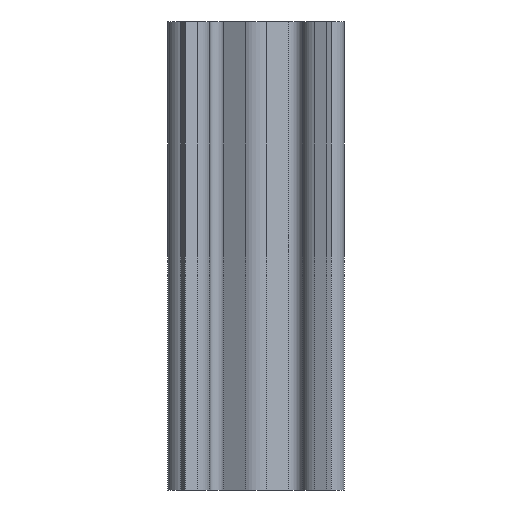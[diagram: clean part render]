
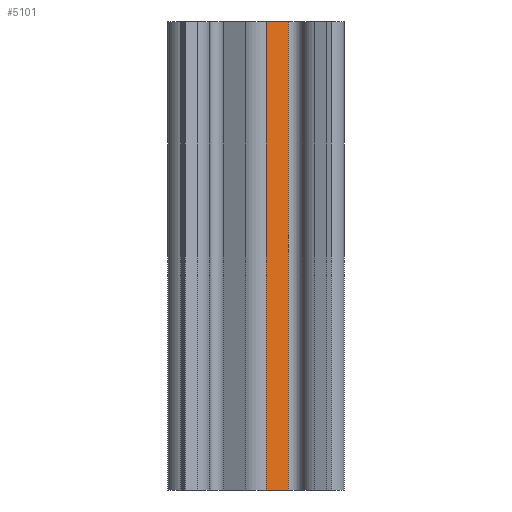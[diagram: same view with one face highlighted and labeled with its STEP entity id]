
A CAD part, front view. The second image highlights one B-rep face of the part: STEP entity #5101.
In plain terms, the highlighted planar face has unit normal (0.5, -0.866, 0).
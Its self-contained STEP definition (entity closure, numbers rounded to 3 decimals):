
#465=FACE_OUTER_BOUND('',#731,.T.);
#731=EDGE_LOOP('',(#3561,#3562,#3563,#3564));
#1057=LINE('',#7802,#1589);
#1058=LINE('',#7805,#1590);
#1059=LINE('',#7807,#1591);
#1060=LINE('',#7808,#1592);
#1589=VECTOR('',#6215,10.);
#1590=VECTOR('',#6218,10.);
#1591=VECTOR('',#6219,10.);
#1592=VECTOR('',#6220,10.);
#2121=VERTEX_POINT('',#7798);
#2122=VERTEX_POINT('',#7800);
#2123=VERTEX_POINT('',#7804);
#2124=VERTEX_POINT('',#7806);
#2709=EDGE_CURVE('',#2121,#2122,#1057,.T.);
#2710=EDGE_CURVE('',#2123,#2121,#1058,.T.);
#2711=EDGE_CURVE('',#2124,#2122,#1059,.T.);
#2712=EDGE_CURVE('',#2123,#2124,#1060,.T.);
#3561=ORIENTED_EDGE('',*,*,#2710,.T.);
#3562=ORIENTED_EDGE('',*,*,#2709,.T.);
#3563=ORIENTED_EDGE('',*,*,#2711,.F.);
#3564=ORIENTED_EDGE('',*,*,#2712,.F.);
#4935=PLANE('',#5447);
#5101=ADVANCED_FACE('',(#465),#4935,.T.);
#5447=AXIS2_PLACEMENT_3D('',#7803,#6216,#6217);
#6215=DIRECTION('',(0.,0.,1.));
#6216=DIRECTION('center_axis',(0.5,-0.866,0.));
#6217=DIRECTION('ref_axis',(0.866,0.5,0.));
#6218=DIRECTION('',(0.866,0.5,0.));
#6219=DIRECTION('',(0.866,0.5,0.));
#6220=DIRECTION('',(0.,0.,1.));
#7798=CARTESIAN_POINT('',(-0.639,126.02,0.));
#7800=CARTESIAN_POINT('',(-0.639,126.02,61.));
#7802=CARTESIAN_POINT('',(-0.639,126.02,0.));
#7803=CARTESIAN_POINT('Origin',(-3.489,124.374,0.));
#7804=CARTESIAN_POINT('',(-3.489,124.374,0.));
#7805=CARTESIAN_POINT('',(-3.489,124.374,0.));
#7806=CARTESIAN_POINT('',(-3.489,124.374,61.));
#7807=CARTESIAN_POINT('',(-3.489,124.374,61.));
#7808=CARTESIAN_POINT('',(-3.489,124.374,0.));
